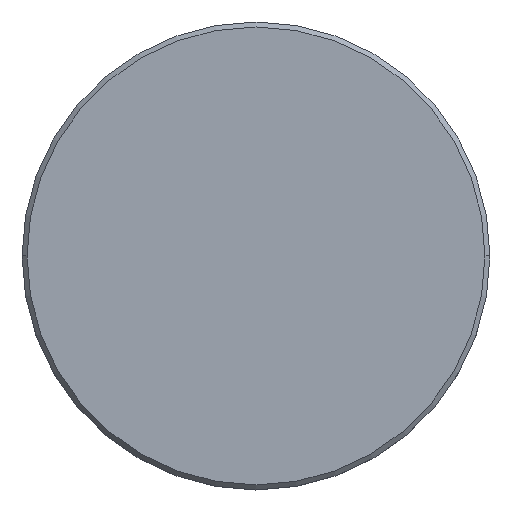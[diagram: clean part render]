
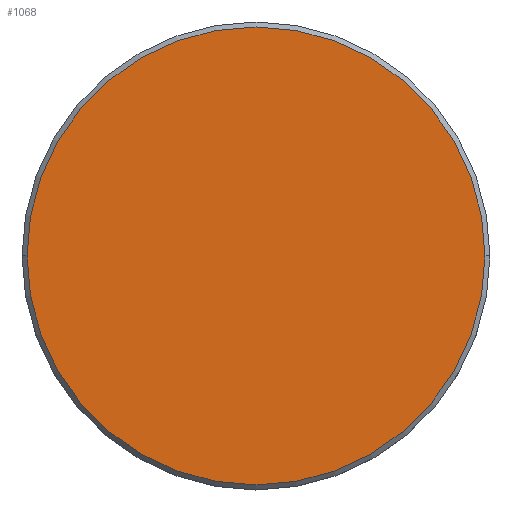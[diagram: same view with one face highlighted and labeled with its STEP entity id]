
A CAD part, top view. The second image highlights one B-rep face of the part: STEP entity #1068.
In plain terms, the highlighted planar face has unit normal (0, 0, 1).
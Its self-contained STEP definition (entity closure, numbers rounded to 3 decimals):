
#44 = DIRECTION ( 'NONE',  ( 0., 0., 1. ) ) ;
#53 = DIRECTION ( 'NONE',  ( 0., 0., 1. ) ) ;
#178 = EDGE_CURVE ( 'NONE', #1172, #685, #181, .T. ) ;
#181 = CIRCLE ( 'NONE', #350, 23. ) ;
#225 = EDGE_CURVE ( 'NONE', #685, #1172, #1089, .T. ) ;
#232 = PLANE ( 'NONE',  #790 ) ;
#299 = EDGE_LOOP ( 'NONE', ( #560, #1043 ) ) ;
#321 = DIRECTION ( 'NONE',  ( 1., 0., 0. ) ) ;
#350 = AXIS2_PLACEMENT_3D ( 'NONE', #969, #869, #602 ) ;
#515 = CARTESIAN_POINT ( 'NONE',  ( 23., 0., 0. ) ) ;
#560 = ORIENTED_EDGE ( 'NONE', *, *, #178, .T. ) ;
#602 = DIRECTION ( 'NONE',  ( 1., 0., 0. ) ) ;
#616 = CARTESIAN_POINT ( 'NONE',  ( 0., 0., 0. ) ) ;
#685 = VERTEX_POINT ( 'NONE', #515 ) ;
#724 = AXIS2_PLACEMENT_3D ( 'NONE', #616, #53, #982 ) ;
#790 = AXIS2_PLACEMENT_3D ( 'NONE', #1067, #44, #321 ) ;
#862 = CARTESIAN_POINT ( 'NONE',  ( -23., 0., 0. ) ) ;
#869 = DIRECTION ( 'NONE',  ( 0., 0., 1. ) ) ;
#969 = CARTESIAN_POINT ( 'NONE',  ( 0., 0., 0. ) ) ;
#982 = DIRECTION ( 'NONE',  ( 1., 0., 0. ) ) ;
#1043 = ORIENTED_EDGE ( 'NONE', *, *, #225, .T. ) ;
#1067 = CARTESIAN_POINT ( 'NONE',  ( 0., 0., 0. ) ) ;
#1068 = ADVANCED_FACE ( 'NONE', ( #1154 ), #232, .T. ) ;
#1089 = CIRCLE ( 'NONE', #724, 23. ) ;
#1154 = FACE_OUTER_BOUND ( 'NONE', #299, .T. ) ;
#1172 = VERTEX_POINT ( 'NONE', #862 ) ;
